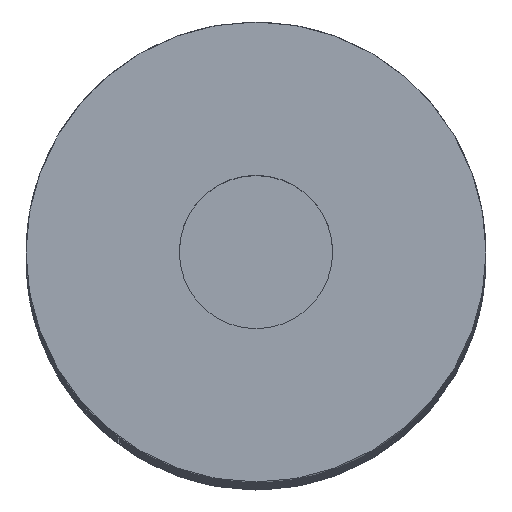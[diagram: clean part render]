
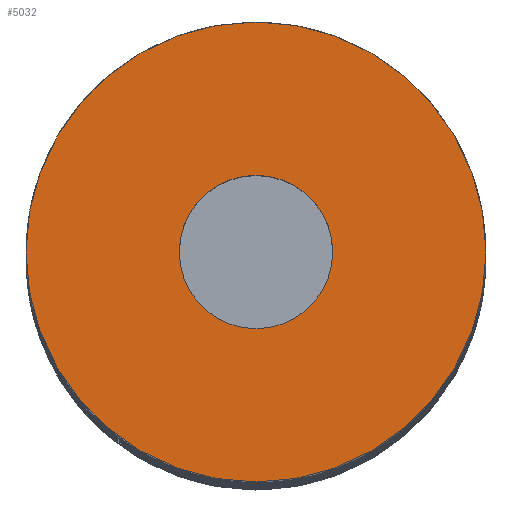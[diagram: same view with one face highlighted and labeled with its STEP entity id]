
A CAD part, top view. The second image highlights one B-rep face of the part: STEP entity #5032.
In plain terms, the highlighted planar face has unit normal (0, 0, 1).
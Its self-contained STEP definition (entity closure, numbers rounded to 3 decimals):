
#30 = CARTESIAN_POINT ( 'NONE',  ( -5., 0., 300. ) ) ;
#175 = CARTESIAN_POINT ( 'NONE',  ( 15., 0., 300. ) ) ;
#283 = DIRECTION ( 'NONE',  ( 1., 0., 0. ) ) ;
#404 = EDGE_CURVE ( 'NONE', #4580, #6726, #6351, .T. ) ;
#1019 = CIRCLE ( 'NONE', #5194, 15. ) ;
#1440 = CARTESIAN_POINT ( 'NONE',  ( 0., 0., 300. ) ) ;
#1749 = EDGE_LOOP ( 'NONE', ( #5906, #6905 ) ) ;
#1759 = DIRECTION ( 'NONE',  ( 0., 0., 1. ) ) ;
#2120 = DIRECTION ( 'NONE',  ( 1., 0., 0. ) ) ;
#2294 = AXIS2_PLACEMENT_3D ( 'NONE', #6495, #4308, #283 ) ;
#2406 = DIRECTION ( 'NONE',  ( 1., 0., 0. ) ) ;
#2461 = CARTESIAN_POINT ( 'NONE',  ( 0., 0., 300. ) ) ;
#2691 = CARTESIAN_POINT ( 'NONE',  ( 5., 0., 300. ) ) ;
#2838 = FACE_OUTER_BOUND ( 'NONE', #4113, .T. ) ;
#3631 = EDGE_CURVE ( 'NONE', #7183, #7356, #6641, .T. ) ;
#3912 = CIRCLE ( 'NONE', #2294, 5. ) ;
#4065 = CARTESIAN_POINT ( 'NONE',  ( 0., 0., 300. ) ) ;
#4113 = EDGE_LOOP ( 'NONE', ( #7312, #6260 ) ) ;
#4308 = DIRECTION ( 'NONE',  ( 0., 0., 1. ) ) ;
#4476 = CARTESIAN_POINT ( 'NONE',  ( -15., 0., 300. ) ) ;
#4580 = VERTEX_POINT ( 'NONE', #2691 ) ;
#5032 = ADVANCED_FACE ( 'NONE', ( #7276, #2838 ), #7026, .T. ) ;
#5127 = AXIS2_PLACEMENT_3D ( 'NONE', #1440, #7238, #5460 ) ;
#5170 = DIRECTION ( 'NONE',  ( 1., 0., 0. ) ) ;
#5194 = AXIS2_PLACEMENT_3D ( 'NONE', #6800, #7357, #2120 ) ;
#5245 = AXIS2_PLACEMENT_3D ( 'NONE', #2461, #5882, #2406 ) ;
#5460 = DIRECTION ( 'NONE',  ( 1., 0., 0. ) ) ;
#5626 = AXIS2_PLACEMENT_3D ( 'NONE', #4065, #1759, #5170 ) ;
#5882 = DIRECTION ( 'NONE',  ( 0., 0., 1. ) ) ;
#5890 = EDGE_CURVE ( 'NONE', #6726, #4580, #3912, .T. ) ;
#5906 = ORIENTED_EDGE ( 'NONE', *, *, #404, .F. ) ;
#6260 = ORIENTED_EDGE ( 'NONE', *, *, #3631, .T. ) ;
#6351 = CIRCLE ( 'NONE', #5127, 5. ) ;
#6495 = CARTESIAN_POINT ( 'NONE',  ( 0., 0., 300. ) ) ;
#6641 = CIRCLE ( 'NONE', #5626, 15. ) ;
#6726 = VERTEX_POINT ( 'NONE', #30 ) ;
#6800 = CARTESIAN_POINT ( 'NONE',  ( 0., 0., 300. ) ) ;
#6905 = ORIENTED_EDGE ( 'NONE', *, *, #5890, .F. ) ;
#7026 = PLANE ( 'NONE',  #5245 ) ;
#7183 = VERTEX_POINT ( 'NONE', #175 ) ;
#7238 = DIRECTION ( 'NONE',  ( 0., 0., 1. ) ) ;
#7276 = FACE_BOUND ( 'NONE', #1749, .T. ) ;
#7308 = EDGE_CURVE ( 'NONE', #7356, #7183, #1019, .T. ) ;
#7312 = ORIENTED_EDGE ( 'NONE', *, *, #7308, .T. ) ;
#7356 = VERTEX_POINT ( 'NONE', #4476 ) ;
#7357 = DIRECTION ( 'NONE',  ( 0., 0., 1. ) ) ;
